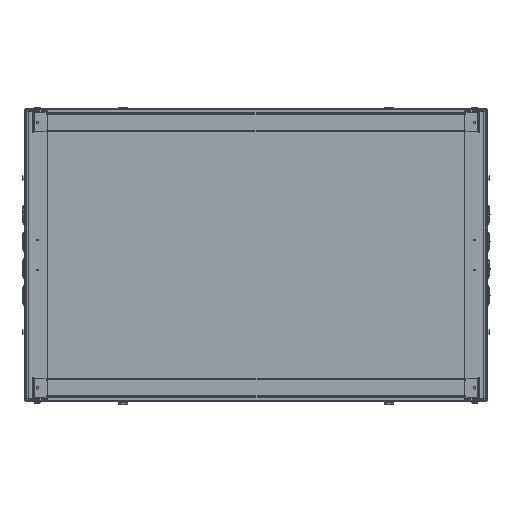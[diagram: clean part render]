
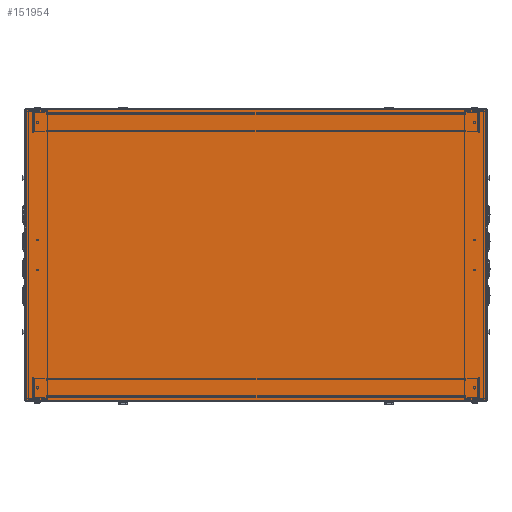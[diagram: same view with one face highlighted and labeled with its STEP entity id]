
A CAD part, top view. The second image highlights one B-rep face of the part: STEP entity #151954.
In plain terms, the highlighted planar face has unit normal (0, 0, 1).
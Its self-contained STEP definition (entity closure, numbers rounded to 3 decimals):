
#19971=FACE_OUTER_BOUND('',#29373,.T.);
#29373=EDGE_LOOP('',(#127964,#127965,#127966,#127967));
#42787=LINE('',#265697,#56113);
#42809=LINE('',#265749,#56135);
#42830=LINE('',#265799,#56156);
#42851=LINE('',#265848,#56177);
#56113=VECTOR('',#187625,10.);
#56135=VECTOR('',#187677,10.);
#56156=VECTOR('',#187728,10.);
#56177=VECTOR('',#187779,10.);
#69684=VERTEX_POINT('',#265694);
#69685=VERTEX_POINT('',#265696);
#69700=VERTEX_POINT('',#265748);
#69714=VERTEX_POINT('',#265798);
#89398=EDGE_CURVE('',#69685,#69684,#42787,.T.);
#89424=EDGE_CURVE('',#69700,#69685,#42809,.T.);
#89449=EDGE_CURVE('',#69714,#69700,#42830,.T.);
#89474=EDGE_CURVE('',#69684,#69714,#42851,.T.);
#127964=ORIENTED_EDGE('',*,*,#89398,.T.);
#127965=ORIENTED_EDGE('',*,*,#89474,.T.);
#127966=ORIENTED_EDGE('',*,*,#89449,.T.);
#127967=ORIENTED_EDGE('',*,*,#89424,.T.);
#137567=PLANE('',#160379);
#151954=ADVANCED_FACE('',(#19971),#137567,.T.);
#160379=AXIS2_PLACEMENT_3D('',#265891,#187826,#187827);
#187625=DIRECTION('',(0.,-1.,0.));
#187677=DIRECTION('',(-1.,0.,0.));
#187728=DIRECTION('',(0.,1.,0.));
#187779=DIRECTION('',(1.,0.,0.));
#187826=DIRECTION('center_axis',(0.,0.,
1.));
#187827=DIRECTION('ref_axis',(1.,0.,0.));
#265694=CARTESIAN_POINT('',(1467.659,-310.,728.5));
#265696=CARTESIAN_POINT('',(1467.659,444.,728.5));
#265697=CARTESIAN_POINT('',(1467.659,255.5,728.5));
#265748=CARTESIAN_POINT('',(2661.659,444.,728.5));
#265749=CARTESIAN_POINT('',(2363.159,444.,728.5));
#265798=CARTESIAN_POINT('',(2661.659,-310.,728.5));
#265799=CARTESIAN_POINT('',(2661.659,-121.5,728.5));
#265848=CARTESIAN_POINT('',(1766.159,-310.,728.5));
#265891=CARTESIAN_POINT('Origin',(2064.659,67.,728.5));
